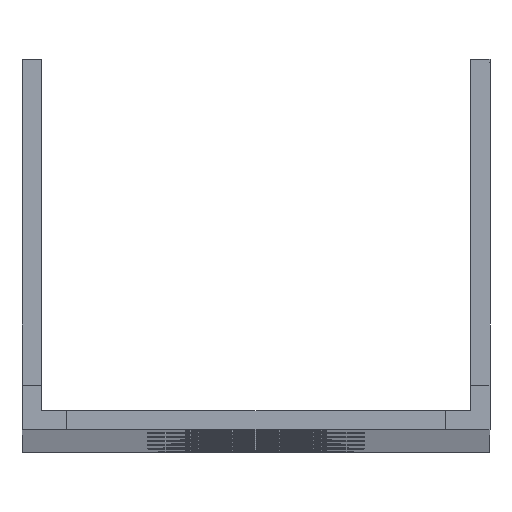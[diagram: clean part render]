
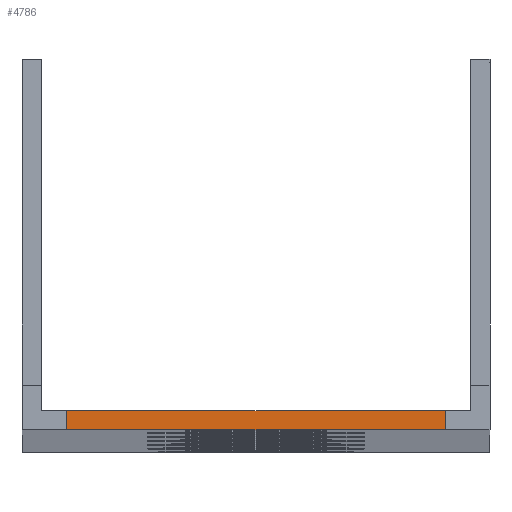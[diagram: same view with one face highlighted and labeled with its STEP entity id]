
A CAD part, top view. The second image highlights one B-rep face of the part: STEP entity #4786.
In plain terms, the highlighted planar face has unit normal (0, 0, 1).
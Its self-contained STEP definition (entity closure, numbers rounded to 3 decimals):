
#633=FACE_OUTER_BOUND('',#991,.T.);
#991=EDGE_LOOP('',(#3536,#3537,#3538,#3539));
#1279=LINE('',#6910,#1667);
#1366=LINE('',#7356,#1754);
#1440=LINE('',#7639,#1828);
#1442=LINE('',#7642,#1830);
#1667=VECTOR('',#5527,10.);
#1754=VECTOR('',#5894,10.);
#1828=VECTOR('',#6106,10.);
#1830=VECTOR('',#6110,10.);
#2055=VERTEX_POINT('',#6907);
#2056=VERTEX_POINT('',#6909);
#2274=VERTEX_POINT('',#7353);
#2275=VERTEX_POINT('',#7355);
#2495=EDGE_CURVE('',#2055,#2056,#1279,.T.);
#2718=EDGE_CURVE('',#2275,#2274,#1366,.T.);
#2860=EDGE_CURVE('',#2055,#2275,#1440,.T.);
#2862=EDGE_CURVE('',#2274,#2056,#1442,.T.);
#3536=ORIENTED_EDGE('',*,*,#2862,.T.);
#3537=ORIENTED_EDGE('',*,*,#2495,.F.);
#3538=ORIENTED_EDGE('',*,*,#2860,.T.);
#3539=ORIENTED_EDGE('',*,*,#2718,.T.);
#4477=PLANE('',#5235);
#4786=ADVANCED_FACE('',(#633),#4477,.F.);
#5235=AXIS2_PLACEMENT_3D('',#7646,#6113,#6114);
#5527=DIRECTION('',(-1.,0.,0.));
#5894=DIRECTION('',(-1.,0.,0.));
#6106=DIRECTION('',(0.,1.,0.));
#6110=DIRECTION('',(0.,-1.,0.));
#6113=DIRECTION('center_axis',(0.,0.,
-1.));
#6114=DIRECTION('ref_axis',(-1.,0.,0.));
#6907=CARTESIAN_POINT('',(-29.679,0.,0.));
#6909=CARTESIAN_POINT('',(-59.321,0.,0.));
#6910=CARTESIAN_POINT('',(0.,0.,0.));
#7353=CARTESIAN_POINT('',(-59.321,1.5,0.));
#7355=CARTESIAN_POINT('',(-29.679,1.5,0.));
#7356=CARTESIAN_POINT('',(0.,1.5,0.));
#7639=CARTESIAN_POINT('',(-29.679,0.75,0.));
#7642=CARTESIAN_POINT('',(-59.321,0.75,0.));
#7646=CARTESIAN_POINT('Origin',(-23.429,3.5,0.));
